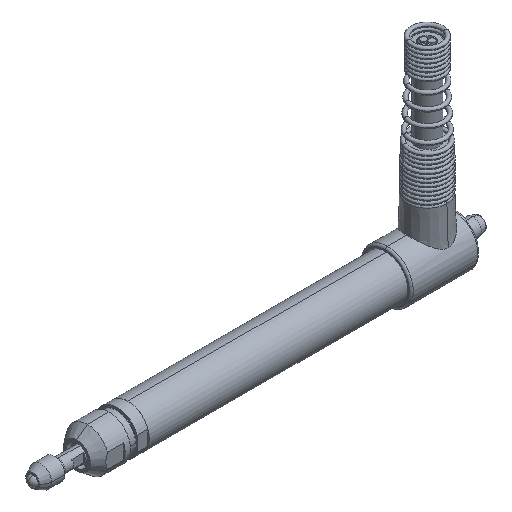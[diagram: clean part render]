
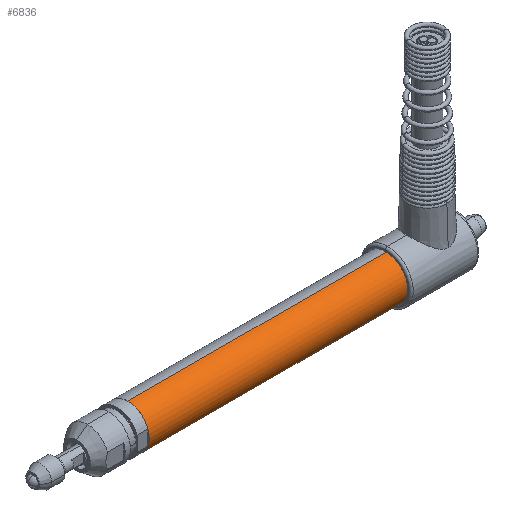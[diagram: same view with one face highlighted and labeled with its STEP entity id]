
A CAD part, isometric view. The second image highlights one B-rep face of the part: STEP entity #6836.
In plain terms, the highlighted cylindrical face has radius 4 mm (diameter 8 mm), a partial arc.
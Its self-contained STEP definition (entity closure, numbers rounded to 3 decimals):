
#232 = CARTESIAN_POINT ( 'NONE',  ( -10.8, 0., 0. ) ) ;
#242 = AXIS2_PLACEMENT_3D ( 'NONE', #6587, #6430, #8016 ) ;
#385 = VERTEX_POINT ( 'NONE', #7423 ) ;
#500 = CARTESIAN_POINT ( 'NONE',  ( -342.593, 0., -4. ) ) ;
#641 = ORIENTED_EDGE ( 'NONE', *, *, #6903, .F. ) ;
#945 = CIRCLE ( 'NONE', #5057, 4. ) ;
#1035 = DIRECTION ( 'NONE',  ( 0., 0., 1. ) ) ;
#1064 = LINE ( 'NONE', #3253, #1604 ) ;
#1141 = EDGE_CURVE ( 'NONE', #2452, #8921, #945, .T. ) ;
#1153 = DIRECTION ( 'NONE',  ( 1., 0., 0. ) ) ;
#1166 = EDGE_CURVE ( 'NONE', #5769, #385, #1268, .T. ) ;
#1225 = VECTOR ( 'NONE', #8274, 1000. ) ;
#1268 = CIRCLE ( 'NONE', #3469, 4. ) ;
#1279 = CARTESIAN_POINT ( 'NONE',  ( -10.05, 0., 4. ) ) ;
#1481 = EDGE_CURVE ( 'NONE', #9206, #4322, #8551, .T. ) ;
#1591 = VECTOR ( 'NONE', #7328, 1000. ) ;
#1604 = VECTOR ( 'NONE', #7839, 1000. ) ;
#1747 = CYLINDRICAL_SURFACE ( 'NONE', #242, 4. ) ;
#1768 = DIRECTION ( 'NONE',  ( -1., 0., 0. ) ) ;
#1835 = ORIENTED_EDGE ( 'NONE', *, *, #9429, .F. ) ;
#1959 = DIRECTION ( 'NONE',  ( 1., 0., 0. ) ) ;
#2352 = DIRECTION ( 'NONE',  ( 1., 0., 0. ) ) ;
#2452 = VERTEX_POINT ( 'NONE', #8761 ) ;
#2752 = CARTESIAN_POINT ( 'NONE',  ( -10.05, -3.75, 1.392 ) ) ;
#3095 = CARTESIAN_POINT ( 'NONE',  ( -342.593, -3.75, -1.392 ) ) ;
#3185 = EDGE_LOOP ( 'NONE', ( #1835, #3450, #6588, #8828, #641, #3661, #5746, #4269 ) ) ;
#3236 = EDGE_CURVE ( 'NONE', #3818, #7951, #4108, .T. ) ;
#3253 = CARTESIAN_POINT ( 'NONE',  ( -342.593, 0., 4. ) ) ;
#3450 = ORIENTED_EDGE ( 'NONE', *, *, #1141, .T. ) ;
#3469 = AXIS2_PLACEMENT_3D ( 'NONE', #232, #1153, #6282 ) ;
#3661 = ORIENTED_EDGE ( 'NONE', *, *, #1481, .F. ) ;
#3757 = AXIS2_PLACEMENT_3D ( 'NONE', #4241, #1959, #6608 ) ;
#3818 = VERTEX_POINT ( 'NONE', #6037 ) ;
#4108 = CIRCLE ( 'NONE', #7946, 4. ) ;
#4241 = CARTESIAN_POINT ( 'NONE',  ( -10.05, 0., 0. ) ) ;
#4269 = ORIENTED_EDGE ( 'NONE', *, *, #3236, .F. ) ;
#4322 = VERTEX_POINT ( 'NONE', #2752 ) ;
#4681 = CARTESIAN_POINT ( 'NONE',  ( -63.8, 0., 4. ) ) ;
#5057 = AXIS2_PLACEMENT_3D ( 'NONE', #7715, #6120, #6987 ) ;
#5214 = CARTESIAN_POINT ( 'NONE',  ( -342.593, -3.75, 1.392 ) ) ;
#5264 = LINE ( 'NONE', #5214, #1225 ) ;
#5525 = FACE_OUTER_BOUND ( 'NONE', #3185, .T. ) ;
#5746 = ORIENTED_EDGE ( 'NONE', *, *, #8576, .T. ) ;
#5769 = VERTEX_POINT ( 'NONE', #9602 ) ;
#6037 = CARTESIAN_POINT ( 'NONE',  ( -63.8, 0., -4. ) ) ;
#6120 = DIRECTION ( 'NONE',  ( -1., 0., 0. ) ) ;
#6146 = VECTOR ( 'NONE', #2352, 1000. ) ;
#6282 = DIRECTION ( 'NONE',  ( 0., 0., -1. ) ) ;
#6430 = DIRECTION ( 'NONE',  ( -1., 0., 0. ) ) ;
#6587 = CARTESIAN_POINT ( 'NONE',  ( -342.593, 0., 0. ) ) ;
#6588 = ORIENTED_EDGE ( 'NONE', *, *, #7205, .F. ) ;
#6608 = DIRECTION ( 'NONE',  ( 0., 0., -1. ) ) ;
#6792 = LINE ( 'NONE', #3095, #6146 ) ;
#6836 = ADVANCED_FACE ( 'NONE', ( #5525 ), #1747, .T. ) ;
#6903 = EDGE_CURVE ( 'NONE', #4322, #5769, #5264, .T. ) ;
#6987 = DIRECTION ( 'NONE',  ( 0., 0., -1. ) ) ;
#7205 = EDGE_CURVE ( 'NONE', #385, #8921, #6792, .T. ) ;
#7237 = LINE ( 'NONE', #500, #1591 ) ;
#7328 = DIRECTION ( 'NONE',  ( -1., 0., 0. ) ) ;
#7423 = CARTESIAN_POINT ( 'NONE',  ( -10.8, -3.75, -1.392 ) ) ;
#7490 = CARTESIAN_POINT ( 'NONE',  ( -10.102, -3.75, -1.392 ) ) ;
#7715 = CARTESIAN_POINT ( 'NONE',  ( -10.102, 0., 0. ) ) ;
#7839 = DIRECTION ( 'NONE',  ( -1., 0., 0. ) ) ;
#7946 = AXIS2_PLACEMENT_3D ( 'NONE', #9180, #1768, #1035 ) ;
#7951 = VERTEX_POINT ( 'NONE', #4681 ) ;
#8016 = DIRECTION ( 'NONE',  ( 0., 0., 1. ) ) ;
#8274 = DIRECTION ( 'NONE',  ( -1., 0., 0. ) ) ;
#8551 = CIRCLE ( 'NONE', #3757, 4. ) ;
#8576 = EDGE_CURVE ( 'NONE', #9206, #7951, #1064, .T. ) ;
#8761 = CARTESIAN_POINT ( 'NONE',  ( -10.102, 0., -4. ) ) ;
#8828 = ORIENTED_EDGE ( 'NONE', *, *, #1166, .F. ) ;
#8921 = VERTEX_POINT ( 'NONE', #7490 ) ;
#9180 = CARTESIAN_POINT ( 'NONE',  ( -63.8, 0., 0. ) ) ;
#9206 = VERTEX_POINT ( 'NONE', #1279 ) ;
#9429 = EDGE_CURVE ( 'NONE', #2452, #3818, #7237, .T. ) ;
#9602 = CARTESIAN_POINT ( 'NONE',  ( -10.8, -3.75, 1.392 ) ) ;
